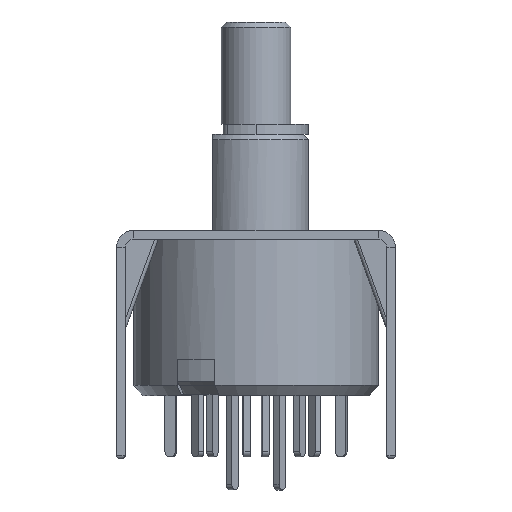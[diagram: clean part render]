
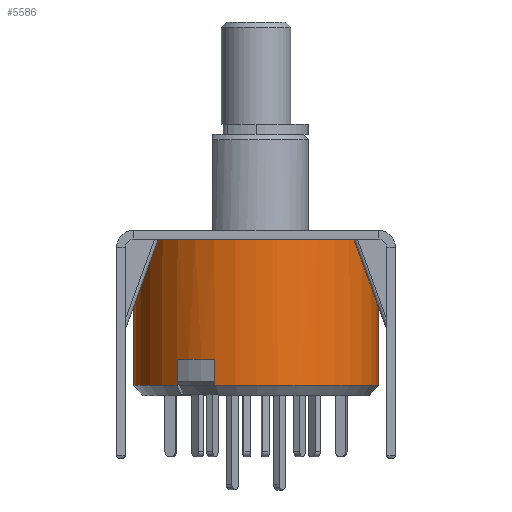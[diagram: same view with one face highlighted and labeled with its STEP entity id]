
A CAD part, front view. The second image highlights one B-rep face of the part: STEP entity #5586.
In plain terms, the highlighted cylindrical face has radius 7 mm (diameter 14 mm), a partial arc.
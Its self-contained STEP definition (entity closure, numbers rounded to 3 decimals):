
#671 = LINE ( 'NONE', #5004, #1021 ) ;
#824 = VERTEX_POINT ( 'NONE', #11470 ) ;
#1021 = VECTOR ( 'NONE', #8146, 1000. ) ;
#1025 = EDGE_LOOP ( 'NONE', ( #2013, #12330, #12374, #4358, #1316, #6302, #1274, #7793 ) ) ;
#1104 = CARTESIAN_POINT ( 'NONE',  ( -2.361, -6.59, -5.9 ) ) ;
#1274 = ORIENTED_EDGE ( 'NONE', *, *, #11201, .T. ) ;
#1316 = ORIENTED_EDGE ( 'NONE', *, *, #6161, .T. ) ;
#1579 = CARTESIAN_POINT ( 'NONE',  ( 7., 0., -7.4 ) ) ;
#1629 = VERTEX_POINT ( 'NONE', #13982 ) ;
#1919 = CARTESIAN_POINT ( 'NONE',  ( 0., 0., -7.4 ) ) ;
#2013 = ORIENTED_EDGE ( 'NONE', *, *, #11864, .F. ) ;
#2649 = CIRCLE ( 'NONE', #7157, 7. ) ;
#3053 = DIRECTION ( 'NONE',  ( -1., 0., 0. ) ) ;
#3136 = CARTESIAN_POINT ( 'NONE',  ( 0., 0., -5.9 ) ) ;
#3207 = VERTEX_POINT ( 'NONE', #10046 ) ;
#3810 = LINE ( 'NONE', #11694, #7868 ) ;
#4192 = AXIS2_PLACEMENT_3D ( 'NONE', #11728, #5395, #10732 ) ;
#4256 = EDGE_CURVE ( 'NONE', #10535, #11187, #2649, .T. ) ;
#4358 = ORIENTED_EDGE ( 'NONE', *, *, #6789, .F. ) ;
#4377 = DIRECTION ( 'NONE',  ( -1., 0., 0. ) ) ;
#4540 = FACE_OUTER_BOUND ( 'NONE', #1025, .T. ) ;
#4776 = CARTESIAN_POINT ( 'NONE',  ( -2.361, -6.59, -7.4 ) ) ;
#4789 = VECTOR ( 'NONE', #9106, 1000. ) ;
#4853 = VERTEX_POINT ( 'NONE', #1104 ) ;
#5004 = CARTESIAN_POINT ( 'NONE',  ( 7., 0., 9. ) ) ;
#5395 = DIRECTION ( 'NONE',  ( 0., 0., -1. ) ) ;
#5482 = AXIS2_PLACEMENT_3D ( 'NONE', #9554, #11919, #3053 ) ;
#5586 = ADVANCED_FACE ( 'NONE', ( #4540 ), #6394, .T. ) ;
#5622 = CARTESIAN_POINT ( 'NONE',  ( -7., 0., -7.4 ) ) ;
#5848 = AXIS2_PLACEMENT_3D ( 'NONE', #11324, #6028, #10426 ) ;
#5865 = CARTESIAN_POINT ( 'NONE',  ( -2.361, -6.59, 9. ) ) ;
#6028 = DIRECTION ( 'NONE',  ( 0., 0., -1. ) ) ;
#6161 = EDGE_CURVE ( 'NONE', #1629, #3207, #13460, .T. ) ;
#6302 = ORIENTED_EDGE ( 'NONE', *, *, #9291, .T. ) ;
#6394 = CYLINDRICAL_SURFACE ( 'NONE', #5482, 7. ) ;
#6512 = AXIS2_PLACEMENT_3D ( 'NONE', #3136, #10868, #4377 ) ;
#6607 = VERTEX_POINT ( 'NONE', #7869 ) ;
#6789 = EDGE_CURVE ( 'NONE', #1629, #8106, #7192, .T. ) ;
#7157 = AXIS2_PLACEMENT_3D ( 'NONE', #1919, #9514, #9601 ) ;
#7192 = CIRCLE ( 'NONE', #5848, 7. ) ;
#7731 = VECTOR ( 'NONE', #11167, 1000. ) ;
#7793 = ORIENTED_EDGE ( 'NONE', *, *, #4256, .F. ) ;
#7868 = VECTOR ( 'NONE', #11645, 1000. ) ;
#7869 = CARTESIAN_POINT ( 'NONE',  ( 7., 0., 0.95 ) ) ;
#8106 = VERTEX_POINT ( 'NONE', #5622 ) ;
#8146 = DIRECTION ( 'NONE',  ( 0., 0., -1. ) ) ;
#9106 = DIRECTION ( 'NONE',  ( 0., 0., -1. ) ) ;
#9213 = EDGE_CURVE ( 'NONE', #824, #8106, #3810, .T. ) ;
#9291 = EDGE_CURVE ( 'NONE', #3207, #4853, #12937, .T. ) ;
#9514 = DIRECTION ( 'NONE',  ( 0., 0., -1. ) ) ;
#9554 = CARTESIAN_POINT ( 'NONE',  ( 0., 0., 9. ) ) ;
#9601 = DIRECTION ( 'NONE',  ( 1., 0., 0. ) ) ;
#10046 = CARTESIAN_POINT ( 'NONE',  ( -4.526, -5.34, -5.9 ) ) ;
#10426 = DIRECTION ( 'NONE',  ( 1., 0., 0. ) ) ;
#10535 = VERTEX_POINT ( 'NONE', #1579 ) ;
#10732 = DIRECTION ( 'NONE',  ( -1., 0., 0. ) ) ;
#10868 = DIRECTION ( 'NONE',  ( 0., 0., 1. ) ) ;
#11167 = DIRECTION ( 'NONE',  ( 0., 0., 1. ) ) ;
#11187 = VERTEX_POINT ( 'NONE', #4776 ) ;
#11201 = EDGE_CURVE ( 'NONE', #4853, #11187, #12728, .T. ) ;
#11324 = CARTESIAN_POINT ( 'NONE',  ( 0., 0., -7.4 ) ) ;
#11470 = CARTESIAN_POINT ( 'NONE',  ( -7., 0., 0.95 ) ) ;
#11645 = DIRECTION ( 'NONE',  ( 0., 0., -1. ) ) ;
#11694 = CARTESIAN_POINT ( 'NONE',  ( -7., 0., 9. ) ) ;
#11728 = CARTESIAN_POINT ( 'NONE',  ( 0., 0., 0.95 ) ) ;
#11864 = EDGE_CURVE ( 'NONE', #6607, #10535, #671, .T. ) ;
#11919 = DIRECTION ( 'NONE',  ( 0., 0., -1. ) ) ;
#12330 = ORIENTED_EDGE ( 'NONE', *, *, #13247, .T. ) ;
#12374 = ORIENTED_EDGE ( 'NONE', *, *, #9213, .T. ) ;
#12684 = CIRCLE ( 'NONE', #4192, 7. ) ;
#12728 = LINE ( 'NONE', #5865, #4789 ) ;
#12937 = CIRCLE ( 'NONE', #6512, 7. ) ;
#13247 = EDGE_CURVE ( 'NONE', #6607, #824, #12684, .T. ) ;
#13265 = CARTESIAN_POINT ( 'NONE',  ( -4.526, -5.34, 9. ) ) ;
#13460 = LINE ( 'NONE', #13265, #7731 ) ;
#13982 = CARTESIAN_POINT ( 'NONE',  ( -4.526, -5.34, -7.4 ) ) ;
